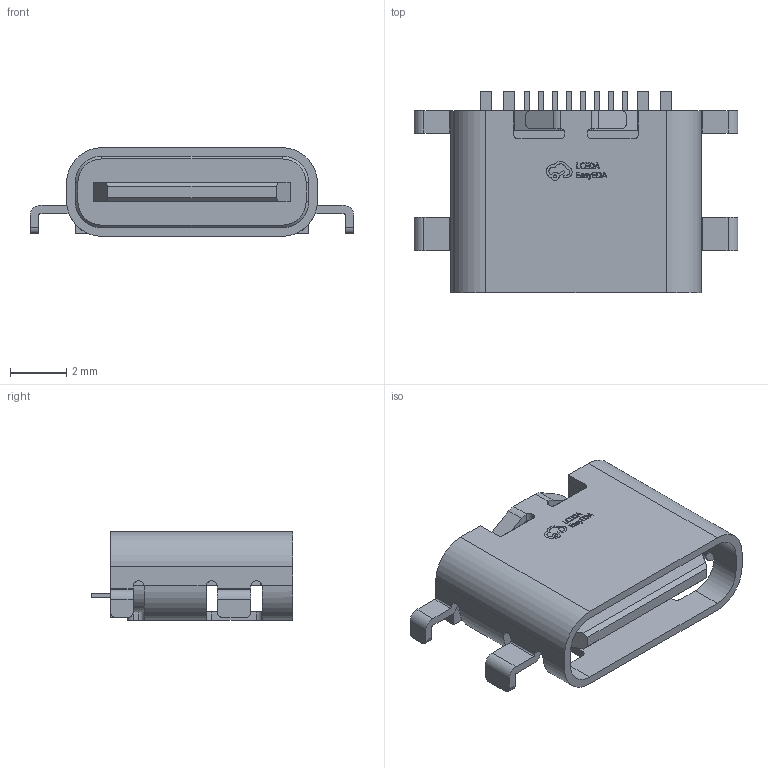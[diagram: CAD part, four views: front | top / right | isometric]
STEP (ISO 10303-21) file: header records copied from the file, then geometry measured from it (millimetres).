
FILE_DESCRIPTION (( 'STEP AP214' ), '1' );
FILE_NAME ('USB-C-SMD_TYPE-C-16P-CB0.8-073.step', '2022-12-05T02:25:20', ( '' ), ( '' ), 'SwSTEP 2.0', 'SolidWorks 2020', '' );
FILE_SCHEMA (( 'AUTOMOTIVE_DESIGN' ));
Length unit declared in the file: millimetre
Products named in the file (1): USB-C-SMD_TYPE-C-16P-CB0.8-073
Bounding box: 11.54 x 7.2 x 3.16 mm (x, y, z)
Volume: 102.1 mm3; surface area: 433.4 mm2
Topology: 2 solids, 2 shells, 454 faces, 1261 edges, 838 vertices
Faces by surface type: plane 276, bspline 98, cylinder 76, cone 4
Entity records: 20034 total; most frequent: CARTESIAN_POINT 3908, ORIENTED_EDGE 2522, DIRECTION 1915, EDGE_CURVE 1261, LINE 889, VECTOR 889, VERTEX_POINT 838, AXIS2_PLACEMENT_3D 513
